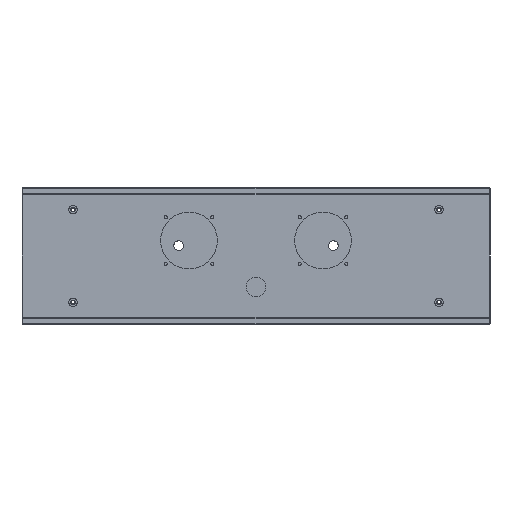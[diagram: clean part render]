
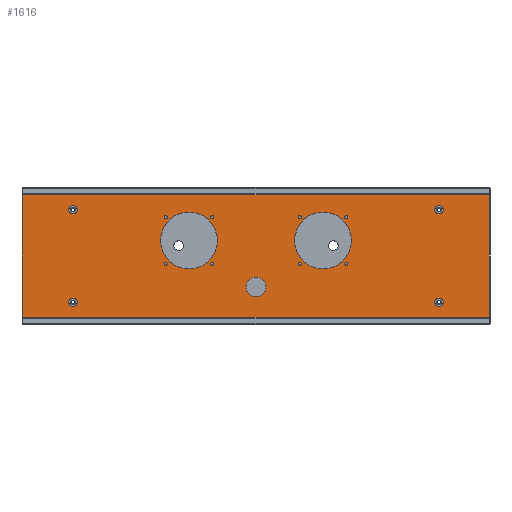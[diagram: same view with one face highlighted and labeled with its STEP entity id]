
A CAD part, front view. The second image highlights one B-rep face of the part: STEP entity #1616.
In plain terms, the highlighted planar face has unit normal (0, -1, 0).
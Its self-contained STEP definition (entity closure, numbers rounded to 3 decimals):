
#1616=ADVANCED_FACE('',(#3715,#3716,#3717,#3718,#3719,#3720,#3721,#3722,#3723,#3724,#3725,#3726,#3727,#3728,#3729,#3730),#3731,.T.);
#3715=FACE_BOUND('',#6220,.T.);
#3716=FACE_BOUND('',#6221,.T.);
#3717=FACE_BOUND('',#6222,.T.);
#3718=FACE_BOUND('',#6223,.T.);
#3719=FACE_BOUND('',#6224,.T.);
#3720=FACE_BOUND('',#6225,.T.);
#3721=FACE_BOUND('',#6226,.T.);
#3722=FACE_BOUND('',#6227,.T.);
#3723=FACE_BOUND('',#6228,.T.);
#3724=FACE_BOUND('',#6229,.T.);
#3725=FACE_BOUND('',#6230,.T.);
#3726=FACE_BOUND('',#6231,.T.);
#3727=FACE_BOUND('',#6232,.T.);
#3728=FACE_BOUND('',#6233,.T.);
#3729=FACE_BOUND('',#6234,.T.);
#3730=FACE_OUTER_BOUND('',#6235,.T.);
#3731=PLANE('',#6236);
#6220=EDGE_LOOP('',(#11369));
#6221=EDGE_LOOP('',(#11370));
#6222=EDGE_LOOP('',(#11371));
#6223=EDGE_LOOP('',(#11372));
#6224=EDGE_LOOP('',(#11373));
#6225=EDGE_LOOP('',(#11374));
#6226=EDGE_LOOP('',(#11375));
#6227=EDGE_LOOP('',(#11376));
#6228=EDGE_LOOP('',(#11377));
#6229=EDGE_LOOP('',(#11378));
#6230=EDGE_LOOP('',(#11379));
#6231=EDGE_LOOP('',(#11380));
#6232=EDGE_LOOP('',(#11381));
#6233=EDGE_LOOP('',(#11382));
#6234=EDGE_LOOP('',(#11383));
#6235=EDGE_LOOP('',(#11384,#11385,#11386,#11387));
#6236=AXIS2_PLACEMENT_3D('',#11388,#11389,#11390);
#11369=ORIENTED_EDGE('',*,*,#14674,.F.);
#11370=ORIENTED_EDGE('',*,*,#14675,.F.);
#11371=ORIENTED_EDGE('',*,*,#14676,.T.);
#11372=ORIENTED_EDGE('',*,*,#14677,.T.);
#11373=ORIENTED_EDGE('',*,*,#14678,.T.);
#11374=ORIENTED_EDGE('',*,*,#14679,.F.);
#11375=ORIENTED_EDGE('',*,*,#14680,.F.);
#11376=ORIENTED_EDGE('',*,*,#14681,.T.);
#11377=ORIENTED_EDGE('',*,*,#14682,.T.);
#11378=ORIENTED_EDGE('',*,*,#14683,.T.);
#11379=ORIENTED_EDGE('',*,*,#14684,.T.);
#11380=ORIENTED_EDGE('',*,*,#14685,.F.);
#11381=ORIENTED_EDGE('',*,*,#14686,.F.);
#11382=ORIENTED_EDGE('',*,*,#14687,.F.);
#11383=ORIENTED_EDGE('',*,*,#14688,.F.);
#11384=ORIENTED_EDGE('',*,*,#14689,.T.);
#11385=ORIENTED_EDGE('',*,*,#14690,.T.);
#11386=ORIENTED_EDGE('',*,*,#14691,.T.);
#11387=ORIENTED_EDGE('',*,*,#14692,.T.);
#11388=CARTESIAN_POINT('',(0.0,-156.0,0.0));
#11389=DIRECTION('',(0.0,-1.0,0.0));
#11390=DIRECTION('',(1.0,0.0,0.0));
#14674=EDGE_CURVE('',#17828,#17828,#17829,.T.);
#14675=EDGE_CURVE('',#17830,#17830,#17831,.T.);
#14676=EDGE_CURVE('',#17832,#17832,#17833,.T.);
#14677=EDGE_CURVE('',#17834,#17834,#17835,.T.);
#14678=EDGE_CURVE('',#17836,#17836,#17837,.F.);
#14679=EDGE_CURVE('',#17838,#17838,#17839,.T.);
#14680=EDGE_CURVE('',#17840,#17840,#17841,.T.);
#14681=EDGE_CURVE('',#17842,#17842,#17843,.T.);
#14682=EDGE_CURVE('',#17844,#17844,#17845,.T.);
#14683=EDGE_CURVE('',#17846,#17846,#17847,.F.);
#14684=EDGE_CURVE('',#17848,#17848,#17849,.T.);
#14685=EDGE_CURVE('',#17850,#17850,#17851,.T.);
#14686=EDGE_CURVE('',#17852,#17852,#17853,.T.);
#14687=EDGE_CURVE('',#17854,#17854,#17855,.T.);
#14688=EDGE_CURVE('',#17856,#17856,#17857,.T.);
#14689=EDGE_CURVE('',#17858,#17859,#17860,.F.);
#14690=EDGE_CURVE('',#17859,#17861,#17862,.F.);
#14691=EDGE_CURVE('',#17861,#17863,#17864,.F.);
#14692=EDGE_CURVE('',#17863,#17858,#17865,.F.);
#17828=VERTEX_POINT('',#22040);
#17829=CIRCLE('',#22041,1.6);
#17830=VERTEX_POINT('',#22042);
#17831=CIRCLE('',#22043,1.6);
#17832=VERTEX_POINT('',#22044);
#17833=CIRCLE('',#22045,1.6);
#17834=VERTEX_POINT('',#22046);
#17835=CIRCLE('',#22047,1.6);
#17836=VERTEX_POINT('',#22048);
#17837=CIRCLE('',#22049,27.5);
#17838=VERTEX_POINT('',#22050);
#17839=CIRCLE('',#22051,1.6);
#17840=VERTEX_POINT('',#22052);
#17841=CIRCLE('',#22053,1.6);
#17842=VERTEX_POINT('',#22054);
#17843=CIRCLE('',#22055,1.6);
#17844=VERTEX_POINT('',#22056);
#17845=CIRCLE('',#22057,1.6);
#17846=VERTEX_POINT('',#22058);
#17847=CIRCLE('',#22059,27.5);
#17848=VERTEX_POINT('',#22060);
#17849=CIRCLE('',#22061,9.6);
#17850=VERTEX_POINT('',#22062);
#17851=CIRCLE('',#22063,4.0);
#17852=VERTEX_POINT('',#22064);
#17853=CIRCLE('',#22065,4.0);
#17854=VERTEX_POINT('',#22066);
#17855=CIRCLE('',#22067,4.0);
#17856=VERTEX_POINT('',#22068);
#17857=CIRCLE('',#22069,4.0);
#17858=VERTEX_POINT('',#22070);
#17859=VERTEX_POINT('',#22071);
#17860=LINE('',#22072,#22073);
#17861=VERTEX_POINT('',#22074);
#17862=LINE('',#22075,#22076);
#17863=VERTEX_POINT('',#22077);
#17864=LINE('',#22078,#22079);
#17865=LINE('',#22080,#22081);
#22040=CARTESIAN_POINT('',(-44.0,-156.0,37.6));
#22041=AXIS2_PLACEMENT_3D('',#25406,#25407,#25408);
#22042=CARTESIAN_POINT('',(-86.0,-156.0,-7.6));
#22043=AXIS2_PLACEMENT_3D('',#25409,#25410,#25411);
#22044=CARTESIAN_POINT('',(-44.0,-156.0,-7.6));
#22045=AXIS2_PLACEMENT_3D('',#25412,#25413,#25414);
#22046=CARTESIAN_POINT('',(-86.0,-156.0,37.6));
#22047=AXIS2_PLACEMENT_3D('',#25415,#25416,#25417);
#22048=CARTESIAN_POINT('',(-65.0,-156.0,-12.5));
#22049=AXIS2_PLACEMENT_3D('',#25418,#25419,#25420);
#22050=CARTESIAN_POINT('',(86.0,-156.0,37.6));
#22051=AXIS2_PLACEMENT_3D('',#25421,#25422,#25423);
#22052=CARTESIAN_POINT('',(44.0,-156.0,-7.6));
#22053=AXIS2_PLACEMENT_3D('',#25424,#25425,#25426);
#22054=CARTESIAN_POINT('',(86.0,-156.0,-7.6));
#22055=AXIS2_PLACEMENT_3D('',#25427,#25428,#25429);
#22056=CARTESIAN_POINT('',(44.0,-156.0,37.6));
#22057=AXIS2_PLACEMENT_3D('',#25430,#25431,#25432);
#22058=CARTESIAN_POINT('',(65.0,-156.0,-12.5));
#22059=AXIS2_PLACEMENT_3D('',#25433,#25434,#25435);
#22060=CARTESIAN_POINT('',(9.6,-156.0,-30.0));
#22061=AXIS2_PLACEMENT_3D('',#25436,#25437,#25438);
#22062=CARTESIAN_POINT('',(-177.5,-156.0,-49.0));
#22063=AXIS2_PLACEMENT_3D('',#25439,#25440,#25441);
#22064=CARTESIAN_POINT('',(177.5,-156.0,-49.0));
#22065=AXIS2_PLACEMENT_3D('',#25442,#25443,#25444);
#22066=CARTESIAN_POINT('',(-177.5,-156.0,41.0));
#22067=AXIS2_PLACEMENT_3D('',#25445,#25446,#25447);
#22068=CARTESIAN_POINT('',(177.5,-156.0,41.0));
#22069=AXIS2_PLACEMENT_3D('',#25448,#25449,#25450);
#22070=CARTESIAN_POINT('',(226.5,-156.0,59.5));
#22071=CARTESIAN_POINT('',(-226.5,-156.0,59.5));
#22072=CARTESIAN_POINT('',(0.0,-156.0,59.5));
#22073=VECTOR('',#25451,1.0);
#22074=CARTESIAN_POINT('',(-226.5,-156.0,-59.5));
#22075=CARTESIAN_POINT('',(-226.5,-156.0,0.0));
#22076=VECTOR('',#25452,1.0);
#22077=CARTESIAN_POINT('',(226.5,-156.0,-59.5));
#22078=CARTESIAN_POINT('',(0.0,-156.0,-59.5));
#22079=VECTOR('',#25453,1.0);
#22080=CARTESIAN_POINT('',(226.5,-156.0,0.0));
#22081=VECTOR('',#25454,1.0);
#25406=CARTESIAN_POINT('',(-42.4,-156.0,37.6));
#25407=DIRECTION('',(0.0,-1.0,-0.0));
#25408=DIRECTION('',(-1.0,0.0,0.));
#25409=CARTESIAN_POINT('',(-87.6,-156.0,-7.6));
#25410=DIRECTION('',(0.0,-1.0,0.0));
#25411=DIRECTION('',(1.0,0.0,0.));
#25412=CARTESIAN_POINT('',(-42.4,-156.0,-7.6));
#25413=DIRECTION('',(0.0,1.0,0.0));
#25414=DIRECTION('',(-1.0,0.0,0.));
#25415=CARTESIAN_POINT('',(-87.6,-156.0,37.6));
#25416=DIRECTION('',(-0.0,1.0,0.0));
#25417=DIRECTION('',(1.0,0.0,0.));
#25418=CARTESIAN_POINT('',(-65.0,-156.0,15.0));
#25419=DIRECTION('',(0.0,-1.0,0.0));
#25420=DIRECTION('',(0.0,0.0,-1.0));
#25421=CARTESIAN_POINT('',(87.6,-156.0,37.6));
#25422=DIRECTION('',(0.0,-1.0,0.0));
#25423=DIRECTION('',(-1.0,0.0,0.));
#25424=CARTESIAN_POINT('',(42.4,-156.0,-7.6));
#25425=DIRECTION('',(0.0,-1.0,0.0));
#25426=DIRECTION('',(1.0,0.0,0.));
#25427=CARTESIAN_POINT('',(87.6,-156.0,-7.6));
#25428=DIRECTION('',(0.0,1.0,0.0));
#25429=DIRECTION('',(-1.0,0.0,0.));
#25430=CARTESIAN_POINT('',(42.4,-156.0,37.6));
#25431=DIRECTION('',(0.0,1.0,0.0));
#25432=DIRECTION('',(1.0,0.0,0.));
#25433=CARTESIAN_POINT('',(65.0,-156.0,15.0));
#25434=DIRECTION('',(0.0,-1.0,0.0));
#25435=DIRECTION('',(0.0,0.0,-1.0));
#25436=CARTESIAN_POINT('',(0.,-156.0,-30.0));
#25437=DIRECTION('',(-0.0,1.0,0.0));
#25438=DIRECTION('',(1.0,0.0,0.));
#25439=CARTESIAN_POINT('',(-177.5,-156.0,-45.0));
#25440=DIRECTION('',(0.0,-1.0,0.0));
#25441=DIRECTION('',(0.0,0.0,-1.0));
#25442=CARTESIAN_POINT('',(177.5,-156.0,-45.0));
#25443=DIRECTION('',(0.0,-1.0,0.0));
#25444=DIRECTION('',(0.0,0.0,-1.0));
#25445=CARTESIAN_POINT('',(-177.5,-156.0,45.0));
#25446=DIRECTION('',(0.0,-1.0,0.0));
#25447=DIRECTION('',(0.0,0.0,-1.0));
#25448=CARTESIAN_POINT('',(177.5,-156.0,45.0));
#25449=DIRECTION('',(0.0,-1.0,0.0));
#25450=DIRECTION('',(0.0,0.0,-1.0));
#25451=DIRECTION('',(1.0,0.0,0.0));
#25452=DIRECTION('',(0.0,0.0,1.0));
#25453=DIRECTION('',(-1.0,0.0,0.0));
#25454=DIRECTION('',(0.0,0.0,-1.0));
